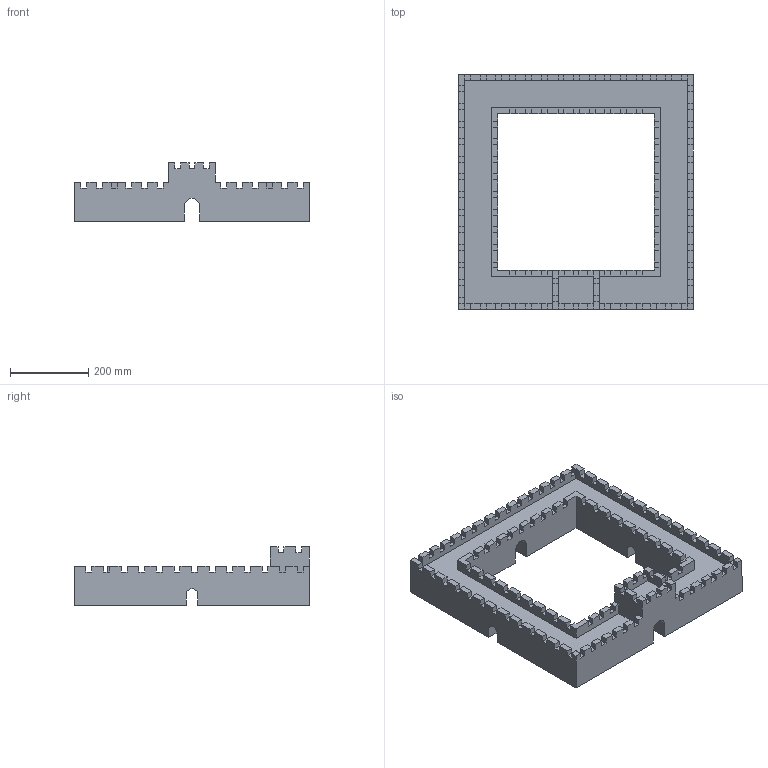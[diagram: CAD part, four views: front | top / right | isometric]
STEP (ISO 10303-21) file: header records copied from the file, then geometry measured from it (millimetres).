
FILE_DESCRIPTION (( 'STEP AP203' ), '1' );
FILE_NAME ('wholewall3-妗极.STEP', '2023-10-24T08:40:31', ( '' ), ( '' ), 'SwSTEP 2.0', 'SolidWorks 2016', '' );
FILE_SCHEMA (( 'CONFIG_CONTROL_DESIGN' ));
Length unit declared in the file: millimetre
Products named in the file (1): wholewall3-妗极
Bounding box: 600 x 600 x 150 mm (x, y, z)
Volume: 15470579.9 mm3; surface area: 969564.4 mm2
Topology: 1 solids, 1 shells, 430 faces, 1290 edges, 860 vertices
Faces by surface type: plane 424, cylinder 6
Entity records: 14287 total; most frequent: CARTESIAN_POINT 2581, ORIENTED_EDGE 2580, DIRECTION 2164, EDGE_CURVE 1290, VECTOR 1278, LINE 1278, VERTEX_POINT 860, AXIS2_PLACEMENT_3D 443
